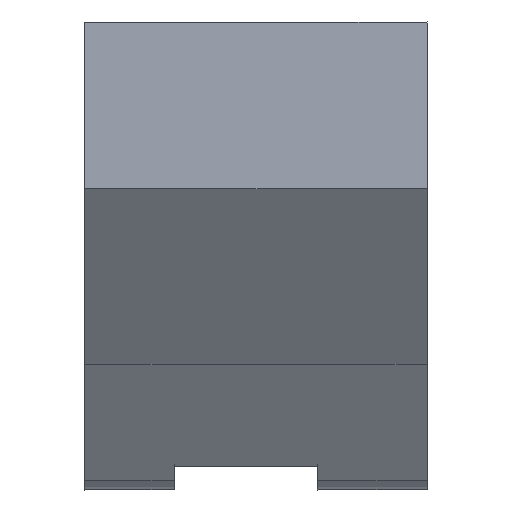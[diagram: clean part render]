
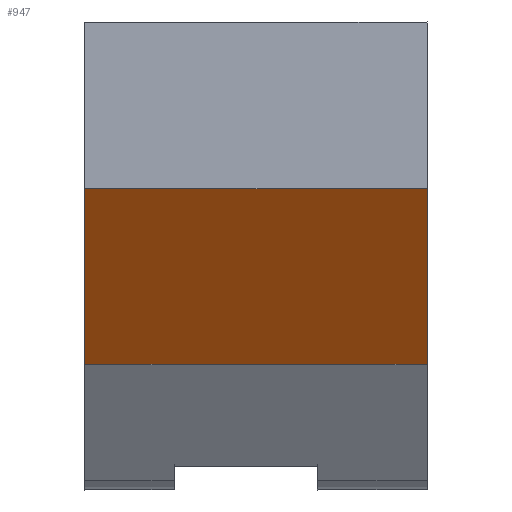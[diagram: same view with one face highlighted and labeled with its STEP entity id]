
A CAD part, left-side view. The second image highlights one B-rep face of the part: STEP entity #947.
In plain terms, the highlighted planar face has unit normal (-0.278, 0, -0.961).
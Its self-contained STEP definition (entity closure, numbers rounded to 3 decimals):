
#58=FACE_OUTER_BOUND('',#104,.T.);
#104=EDGE_LOOP('',(#630,#631,#632,#633,#634,#635,#636));
#158=LINE('',#1319,#275);
#159=LINE('',#1321,#276);
#160=LINE('',#1323,#277);
#161=LINE('',#1325,#278);
#162=LINE('',#1327,#279);
#163=LINE('',#1329,#280);
#164=LINE('',#1330,#281);
#275=VECTOR('',#1074,10.);
#276=VECTOR('',#1075,11.);
#277=VECTOR('',#1076,11.);
#278=VECTOR('',#1077,11.);
#279=VECTOR('',#1078,11.);
#280=VECTOR('',#1079,11.);
#281=VECTOR('',#1080,11.);
#392=VERTEX_POINT('',#1317);
#393=VERTEX_POINT('',#1318);
#394=VERTEX_POINT('',#1320);
#395=VERTEX_POINT('',#1322);
#396=VERTEX_POINT('',#1324);
#397=VERTEX_POINT('',#1326);
#398=VERTEX_POINT('',#1328);
#489=EDGE_CURVE('',#392,#393,#158,.T.);
#490=EDGE_CURVE('',#394,#392,#159,.T.);
#491=EDGE_CURVE('',#395,#394,#160,.T.);
#492=EDGE_CURVE('',#396,#395,#161,.T.);
#493=EDGE_CURVE('',#396,#397,#162,.T.);
#494=EDGE_CURVE('',#397,#398,#163,.T.);
#495=EDGE_CURVE('',#398,#393,#164,.T.);
#630=ORIENTED_EDGE('',*,*,#489,.F.);
#631=ORIENTED_EDGE('',*,*,#490,.F.);
#632=ORIENTED_EDGE('',*,*,#491,.F.);
#633=ORIENTED_EDGE('',*,*,#492,.F.);
#634=ORIENTED_EDGE('',*,*,#493,.T.);
#635=ORIENTED_EDGE('',*,*,#494,.T.);
#636=ORIENTED_EDGE('',*,*,#495,.T.);
#912=PLANE('',#1007);
#947=ADVANCED_FACE('',(#58),#912,.T.);
#1007=AXIS2_PLACEMENT_3D('',#1316,#1072,#1073);
#1072=DIRECTION('center_axis',(-0.278,0.,
-0.961));
#1073=DIRECTION('ref_axis',(0.961,0.,-0.278));
#1074=DIRECTION('',(0.,1.,0.));
#1075=DIRECTION('',(0.961,0.,-0.278));
#1076=DIRECTION('',(0.,-1.,0.));
#1077=DIRECTION('',(-0.961,0.,0.278));
#1078=DIRECTION('',(0.,-1.,0.));
#1079=DIRECTION('',(0.,-1.,0.));
#1080=DIRECTION('',(0.,-1.,0.));
#1316=CARTESIAN_POINT('Origin',(-169.764,202.635,6.264));
#1317=CARTESIAN_POINT('',(-143.342,185.795,-1.383));
#1318=CARTESIAN_POINT('',(-143.342,186.795,-1.383));
#1319=CARTESIAN_POINT('',(-143.342,196.915,-1.383));
#1320=CARTESIAN_POINT('',(-173.058,185.795,7.218));
#1321=CARTESIAN_POINT('',(-153.613,185.795,1.59));
#1322=CARTESIAN_POINT('',(-173.058,202.635,7.218));
#1323=CARTESIAN_POINT('',(-173.058,191.195,7.218));
#1324=CARTESIAN_POINT('',(-143.342,202.635,-1.383));
#1325=CARTESIAN_POINT('',(-153.613,202.635,1.59));
#1326=CARTESIAN_POINT('',(-143.342,198.235,-1.383));
#1327=CARTESIAN_POINT('',(-143.342,202.635,-1.383));
#1328=CARTESIAN_POINT('',(-143.342,191.195,-1.383));
#1329=CARTESIAN_POINT('',(-143.342,196.915,-1.383));
#1330=CARTESIAN_POINT('',(-143.342,191.195,-1.383));
